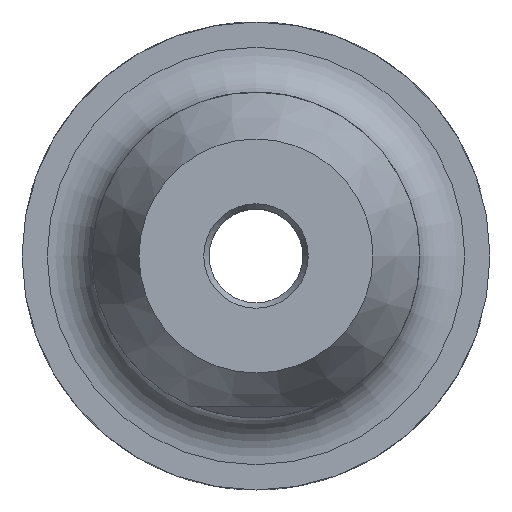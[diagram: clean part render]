
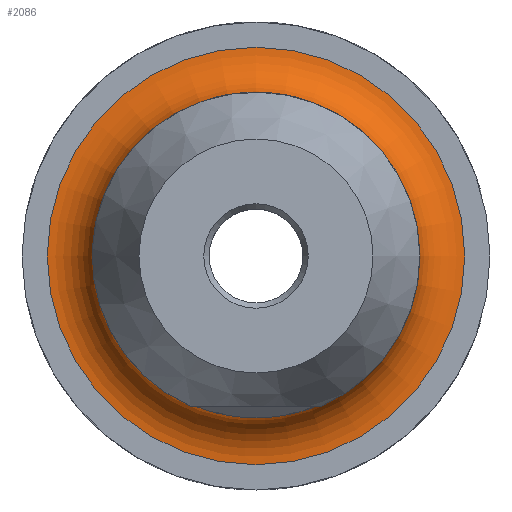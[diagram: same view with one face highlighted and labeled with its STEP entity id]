
A CAD part, left-side view. The second image highlights one B-rep face of the part: STEP entity #2086.
In plain terms, the highlighted toroidal (fillet/blend) face has major radius 22.3 mm and minor radius 5 mm.
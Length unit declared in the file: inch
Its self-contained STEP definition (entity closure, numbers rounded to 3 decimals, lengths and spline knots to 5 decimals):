
#34=TOROIDAL_SURFACE('',#2242,0.87795,0.19685);
#52=B_SPLINE_CURVE_WITH_KNOTS('',3,(#3140,#3141,#3142,#3143,#3144,#3145,
#3146),.UNSPECIFIED.,.F.,.F.,(4,3,4),(-0.29282,0.,0.29282),
 .UNSPECIFIED.);
#264=FACE_OUTER_BOUND('',#382,.T.);
#382=EDGE_LOOP('',(#1400,#1401,#1402,#1403,#1404,#1405,#1406));
#679=CIRCLE('',#2243,0.6811);
#680=CIRCLE('',#2244,0.19685);
#681=CIRCLE('',#2245,0.87795);
#682=CIRCLE('',#2246,0.87795);
#683=CIRCLE('',#2247,0.6811);
#809=VERTEX_POINT('',#3134);
#811=VERTEX_POINT('',#3138);
#816=VERTEX_POINT('',#3160);
#817=VERTEX_POINT('',#3162);
#818=VERTEX_POINT('',#3164);
#1039=EDGE_CURVE('',#809,#811,#52,.T.);
#1045=EDGE_CURVE('',#811,#816,#679,.T.);
#1046=EDGE_CURVE('',#816,#817,#680,.T.);
#1047=EDGE_CURVE('',#818,#817,#681,.T.);
#1048=EDGE_CURVE('',#817,#818,#682,.T.);
#1049=EDGE_CURVE('',#816,#809,#683,.T.);
#1400=ORIENTED_EDGE('',*,*,#1039,.T.);
#1401=ORIENTED_EDGE('',*,*,#1045,.T.);
#1402=ORIENTED_EDGE('',*,*,#1046,.T.);
#1403=ORIENTED_EDGE('',*,*,#1047,.F.);
#1404=ORIENTED_EDGE('',*,*,#1048,.F.);
#1405=ORIENTED_EDGE('',*,*,#1046,.F.);
#1406=ORIENTED_EDGE('',*,*,#1049,.T.);
#2086=ADVANCED_FACE('',(#264),#34,.F.);
#2242=AXIS2_PLACEMENT_3D('',#3159,#2526,#2527);
#2243=AXIS2_PLACEMENT_3D('',#3161,#2528,#2529);
#2244=AXIS2_PLACEMENT_3D('',#3163,#2530,#2531);
#2245=AXIS2_PLACEMENT_3D('',#3165,#2532,#2533);
#2246=AXIS2_PLACEMENT_3D('',#3166,#2534,#2535);
#2247=AXIS2_PLACEMENT_3D('',#3167,#2536,#2537);
#2526=DIRECTION('center_axis',(1.,0.,0.));
#2527=DIRECTION('ref_axis',(0.,0.,-1.));
#2528=DIRECTION('center_axis',(1.,0.,0.));
#2529=DIRECTION('ref_axis',(0.,1.,0.));
#2530=DIRECTION('center_axis',(0.,-1.,0.));
#2531=DIRECTION('ref_axis',(0.,0.,1.));
#2532=DIRECTION('center_axis',(1.,0.,0.));
#2533=DIRECTION('ref_axis',(0.,1.,0.));
#2534=DIRECTION('center_axis',(1.,0.,0.));
#2535=DIRECTION('ref_axis',(0.,1.,0.));
#2536=DIRECTION('center_axis',(1.,0.,0.));
#2537=DIRECTION('ref_axis',(0.,1.,0.));
#3134=CARTESIAN_POINT('',(-0.84882,-0.07594,-0.7051));
#3138=CARTESIAN_POINT('',(-0.84882,0.1548,-0.7051));
#3140=CARTESIAN_POINT('Ctrl Pts',(-0.84882,-0.07594,
-0.7051));
#3141=CARTESIAN_POINT('Ctrl Pts',(-0.84224,-0.03764,
-0.71169));
#3142=CARTESIAN_POINT('Ctrl Pts',(-0.83872,0.001,
-0.71521));
#3143=CARTESIAN_POINT('Ctrl Pts',(-0.83872,0.03943,
-0.71521));
#3144=CARTESIAN_POINT('Ctrl Pts',(-0.83872,0.07786,
-0.71521));
#3145=CARTESIAN_POINT('Ctrl Pts',(-0.84224,0.11649,
-0.71169));
#3146=CARTESIAN_POINT('Ctrl Pts',(-0.84882,0.1548,
-0.7051));
#3159=CARTESIAN_POINT('Origin',(-0.84882,0.03943,-0.03385));
#3160=CARTESIAN_POINT('',(-0.84882,0.03943,0.64726));
#3161=CARTESIAN_POINT('Origin',(-0.84882,0.03943,-0.03385));
#3162=CARTESIAN_POINT('',(-0.65197,0.03943,0.84411));
#3163=CARTESIAN_POINT('Origin',(-0.84882,0.03943,0.84411));
#3164=CARTESIAN_POINT('',(-0.65197,0.91738,-0.03385));
#3165=CARTESIAN_POINT('Origin',(-0.65197,0.03943,-0.03385));
#3166=CARTESIAN_POINT('Origin',(-0.65197,0.03943,-0.03385));
#3167=CARTESIAN_POINT('Origin',(-0.84882,0.03943,-0.03385));
